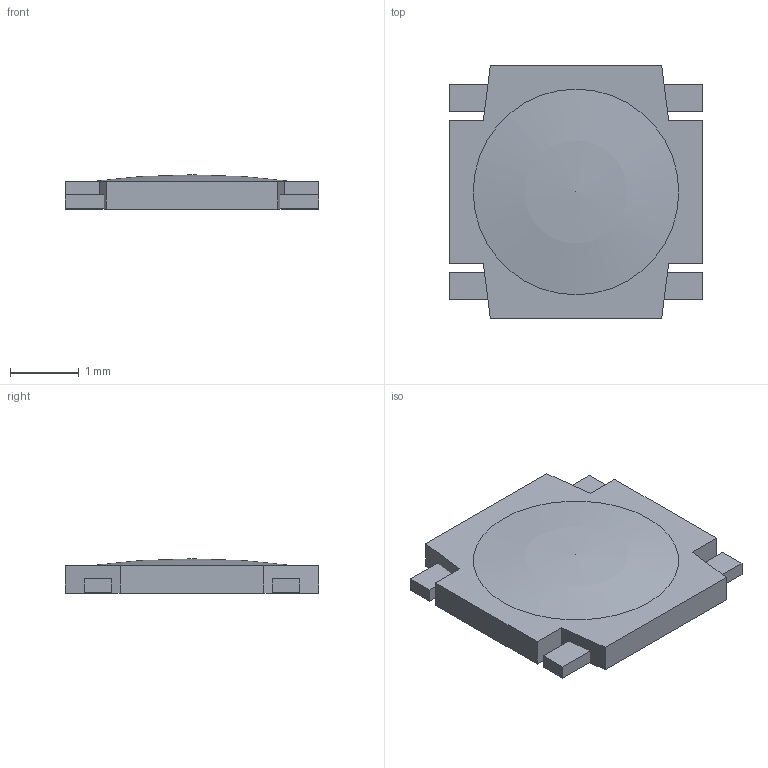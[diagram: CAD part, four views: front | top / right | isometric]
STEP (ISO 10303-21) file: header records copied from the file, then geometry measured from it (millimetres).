
FILE_DESCRIPTION(/* description */ ('STEP AP242 Edition 2','CAx-IF Rec.Pracs.---Representation and Presentation of Product Manufacturing Information (PMI)---4.0---2014-10-13','CAx-IF Rec.Pracs.---3D Tessellated Geometry---0.4---2014-09-14','2;1','CAx-IF Rec.Pracs.---User Defined Attributes---1.5---2016-08-15'),/* implementation_level */ '2;1');
FILE_NAME(/* name */ '6922a735244213acfbfbb5fa',/* time_stamp */ '2025-11-23T06:18:30Z',/* author */ (''),/* organization */ (''),/* preprocessor_version */ 'ST-DEVELOPER v20',/* originating_system */ 'ONSHAPE BY PTC INC, 1.207',/* authorisation */ ' ');
FILE_SCHEMA (('AP242_MANAGED_MODEL_BASED_3D_ENGINEERING_MIM_LF { 1 0 10303 442 3 1 4 }'));
Length unit declared in the file: millimetre
Products named in the file (3): Switch Leads; Switch Body; Switch Button
Bounding box: 3.7 x 3.7 x 0.5 mm (x, y, z)
Volume: 6.4 mm3; surface area: 60 mm2
Topology: 3 solids, 3 shells, 30 faces, 76 edges, 51 vertices
Faces by surface type: plane 29, sphere 1
Entity records: 940 total; most frequent: CARTESIAN_POINT 155, ORIENTED_EDGE 146, DIRECTION 140, EDGE_CURVE 73, LINE 72, VECTOR 72, VERTEX_POINT 49, AXIS2_PLACEMENT_3D 34
